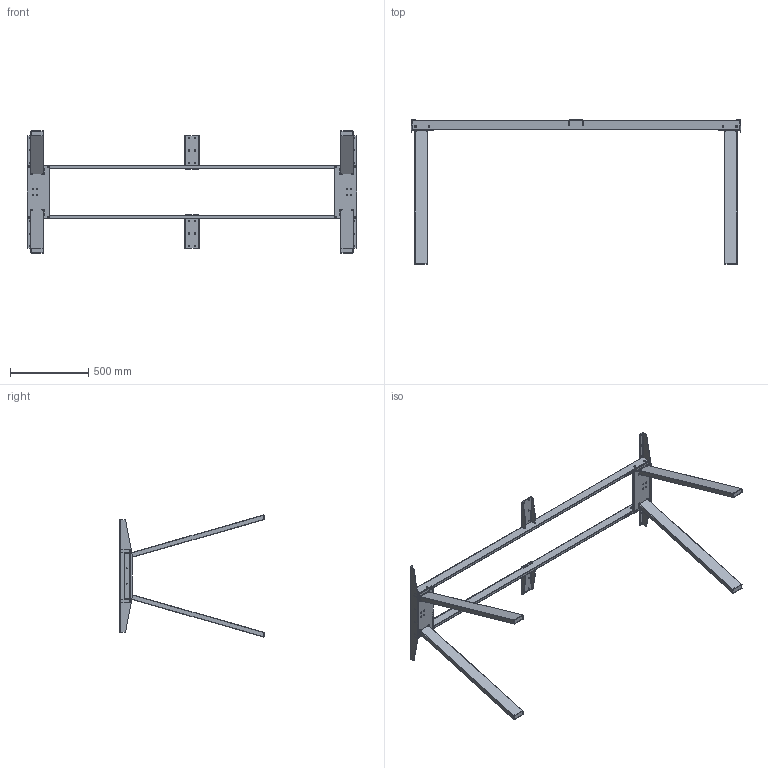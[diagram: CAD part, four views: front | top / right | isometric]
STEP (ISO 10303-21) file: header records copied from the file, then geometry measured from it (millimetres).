
FILE_DESCRIPTION (( 'STEP AP203' ), '1' );
FILE_NAME ('V-2 Aero Flex_först. ram_höjd 920_50551x+50555x.STEP', '2019-03-29T10:19:18', ( '' ), ( '' ), 'SwSTEP 2.0', 'SolidWorks 2017', '' );
FILE_SCHEMA (( 'CONFIG_CONTROL_DESIGN' ));
Length unit declared in the file: millimetre
Products named in the file (1): V-2 Aero Flex_först. ram_höjd 920_50551x+50555x
Bounding box: 2100 x 919.33 x 778.79 mm (x, y, z)
Surface area: 2343663.7 mm2 (no closed solid volume)
Topology: 0 solids, 110 shells, 546 faces, 1848 edges, 1376 vertices
Faces by surface type: plane 226, cylinder 216, cone 80, bspline 20, torus 4
Entity records: 20386 total; most frequent: CARTESIAN_POINT 4455, DIRECTION 3378, ORIENTED_EDGE 2676, EDGE_CURVE 1840, VERTEX_POINT 1376, AXIS2_PLACEMENT_3D 1163, LINE 1052, VECTOR 1052
